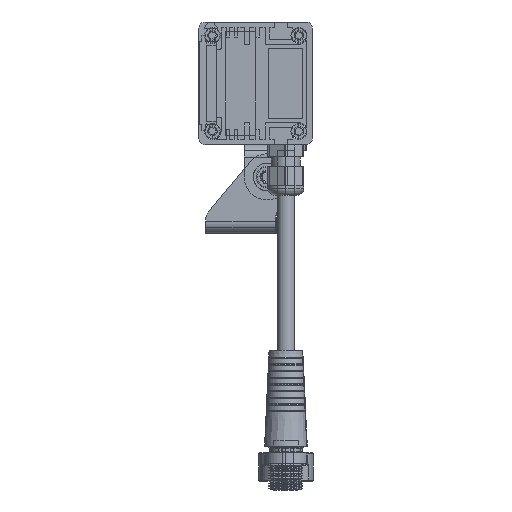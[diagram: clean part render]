
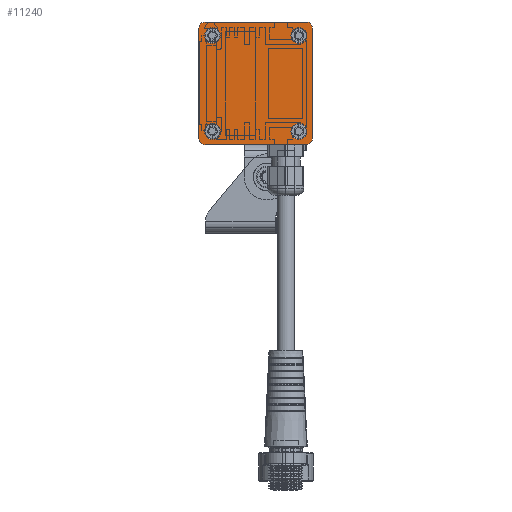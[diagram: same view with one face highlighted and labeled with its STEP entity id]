
A CAD part, left-side view. The second image highlights one B-rep face of the part: STEP entity #11240.
In plain terms, the highlighted face is planar.
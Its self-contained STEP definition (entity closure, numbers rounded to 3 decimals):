
#15 = DIRECTION ( 'NONE',  ( 1., 0., 0. ) ) ;
#375 = DIRECTION ( 'NONE',  ( 0., 1., 0. ) ) ;
#428 = DIRECTION ( 'NONE',  ( 1., 0., 0. ) ) ;
#525 = CARTESIAN_POINT ( 'NONE',  ( 407.475, 132.93, 2. ) ) ;
#538 = VERTEX_POINT ( 'NONE', #37747 ) ;
#890 = CARTESIAN_POINT ( 'NONE',  ( 369.475, 99.93, 2. ) ) ;
#1124 = DIRECTION ( 'NONE',  ( -1., 0., 0. ) ) ;
#1344 = CIRCLE ( 'NONE', #3334, 2. ) ;
#1784 = VERTEX_POINT ( 'NONE', #7563 ) ;
#1817 = VERTEX_POINT ( 'NONE', #34527 ) ;
#2691 = DIRECTION ( 'NONE',  ( 0., 0., -1. ) ) ;
#2934 = CARTESIAN_POINT ( 'NONE',  ( 371.475, 132.93, 2. ) ) ;
#3119 = DIRECTION ( 'NONE',  ( 0., 0., -1. ) ) ;
#3334 = AXIS2_PLACEMENT_3D ( 'NONE', #15162, #31612, #5702 ) ;
#3359 = EDGE_LOOP ( 'NONE', ( #38401, #7726 ) ) ;
#3636 = EDGE_CURVE ( 'NONE', #27689, #1784, #39984, .T. ) ;
#4115 = EDGE_CURVE ( 'NONE', #1817, #10873, #6701, .T. ) ;
#4522 = VECTOR ( 'NONE', #375, 1000. ) ;
#4859 = EDGE_CURVE ( 'NONE', #25758, #34953, #29170, .T. ) ;
#5084 = DIRECTION ( 'NONE',  ( 0., -1., 0. ) ) ;
#5426 = CARTESIAN_POINT ( 'NONE',  ( 371.475, 134.93, 2. ) ) ;
#5702 = DIRECTION ( 'NONE',  ( 1., 0., 0. ) ) ;
#5719 = DIRECTION ( 'NONE',  ( 1., 0., 0. ) ) ;
#5728 = VERTEX_POINT ( 'NONE', #31177 ) ;
#6341 = ORIENTED_EDGE ( 'NONE', *, *, #28875, .T. ) ;
#6537 = CARTESIAN_POINT ( 'NONE',  ( 371.275, 102.33, 2. ) ) ;
#6698 = FACE_BOUND ( 'NONE', #3359, .T. ) ;
#6701 = CIRCLE ( 'NONE', #30461, 2.6 ) ;
#6856 = ORIENTED_EDGE ( 'NONE', *, *, #19160, .T. ) ;
#7045 = LINE ( 'NONE', #9600, #13276 ) ;
#7153 = DIRECTION ( 'NONE',  ( 1., 0., 0. ) ) ;
#7168 = EDGE_CURVE ( 'NONE', #16992, #12747, #17375, .T. ) ;
#7372 = VERTEX_POINT ( 'NONE', #9168 ) ;
#7530 = EDGE_CURVE ( 'NONE', #16468, #5728, #21768, .T. ) ;
#7563 = CARTESIAN_POINT ( 'NONE',  ( 402.475, 130.53, 2. ) ) ;
#7726 = ORIENTED_EDGE ( 'NONE', *, *, #31316, .T. ) ;
#7877 = AXIS2_PLACEMENT_3D ( 'NONE', #23965, #10796, #7153 ) ;
#8187 = DIRECTION ( 'NONE',  ( 1., 0., 0. ) ) ;
#8405 = CARTESIAN_POINT ( 'NONE',  ( 405.075, 130.53, 2. ) ) ;
#9168 = CARTESIAN_POINT ( 'NONE',  ( 409.475, 132.93, 2. ) ) ;
#9224 = EDGE_CURVE ( 'NONE', #12747, #538, #32540, .T. ) ;
#9414 = VERTEX_POINT ( 'NONE', #37546 ) ;
#9600 = CARTESIAN_POINT ( 'NONE',  ( 407.475, 97.93, 2. ) ) ;
#9788 = ORIENTED_EDGE ( 'NONE', *, *, #21048, .T. ) ;
#9890 = ORIENTED_EDGE ( 'NONE', *, *, #39666, .T. ) ;
#9922 = ORIENTED_EDGE ( 'NONE', *, *, #4859, .T. ) ;
#10031 = DIRECTION ( 'NONE',  ( 0., 0., -1. ) ) ;
#10796 = DIRECTION ( 'NONE',  ( 0., 0., 1. ) ) ;
#10873 = VERTEX_POINT ( 'NONE', #6537 ) ;
#11017 = CARTESIAN_POINT ( 'NONE',  ( 376.475, 130.53, 2. ) ) ;
#11240 = ADVANCED_FACE ( 'NONE', ( #22483, #35390, #6698, #19740, #32611 ), #19956, .T. ) ;
#11633 = DIRECTION ( 'NONE',  ( 1., 0., 0. ) ) ;
#11796 = ORIENTED_EDGE ( 'NONE', *, *, #9224, .T. ) ;
#12747 = VERTEX_POINT ( 'NONE', #5426 ) ;
#13276 = VECTOR ( 'NONE', #15, 1000. ) ;
#13569 = DIRECTION ( 'NONE',  ( 0., 0., 1. ) ) ;
#13857 = ORIENTED_EDGE ( 'NONE', *, *, #30718, .T. ) ;
#14339 = CIRCLE ( 'NONE', #39312, 2. ) ;
#14528 = LINE ( 'NONE', #21704, #25879 ) ;
#14621 = ORIENTED_EDGE ( 'NONE', *, *, #28006, .T. ) ;
#14868 = DIRECTION ( 'NONE',  ( 0., 0., -1. ) ) ;
#15162 = CARTESIAN_POINT ( 'NONE',  ( 371.475, 99.93, 2. ) ) ;
#16009 = DIRECTION ( 'NONE',  ( 1., 0., 0. ) ) ;
#16040 = EDGE_CURVE ( 'NONE', #9414, #7372, #26097, .T. ) ;
#16382 = DIRECTION ( 'NONE',  ( 1., 0., 0. ) ) ;
#16468 = VERTEX_POINT ( 'NONE', #11017 ) ;
#16626 = CARTESIAN_POINT ( 'NONE',  ( 409.475, 105.78, 2. ) ) ;
#16992 = VERTEX_POINT ( 'NONE', #28016 ) ;
#17114 = CARTESIAN_POINT ( 'NONE',  ( 373.875, 130.53, 2. ) ) ;
#17375 = LINE ( 'NONE', #26837, #20429 ) ;
#18255 = DIRECTION ( 'NONE',  ( 0., 0., -1. ) ) ;
#19160 = EDGE_CURVE ( 'NONE', #5728, #16468, #37468, .T. ) ;
#19356 = CARTESIAN_POINT ( 'NONE',  ( 405.075, 102.33, 2. ) ) ;
#19394 = DIRECTION ( 'NONE',  ( 0., 0., 1. ) ) ;
#19466 = CARTESIAN_POINT ( 'NONE',  ( 407.675, 102.33, 2. ) ) ;
#19615 = VERTEX_POINT ( 'NONE', #21685 ) ;
#19740 = FACE_BOUND ( 'NONE', #35335, .T. ) ;
#19787 = DIRECTION ( 'NONE',  ( 1., 0., 0. ) ) ;
#19801 = AXIS2_PLACEMENT_3D ( 'NONE', #17114, #30155, #428 ) ;
#19956 = PLANE ( 'NONE',  #20335 ) ;
#20335 = AXIS2_PLACEMENT_3D ( 'NONE', #525, #13569, #39393 ) ;
#20429 = VECTOR ( 'NONE', #1124, 1000. ) ;
#20503 = ORIENTED_EDGE ( 'NONE', *, *, #7168, .T. ) ;
#21048 = EDGE_CURVE ( 'NONE', #33400, #9414, #14339, .T. ) ;
#21061 = AXIS2_PLACEMENT_3D ( 'NONE', #2934, #19394, #16009 ) ;
#21073 = CARTESIAN_POINT ( 'NONE',  ( 402.475, 102.33, 2. ) ) ;
#21685 = CARTESIAN_POINT ( 'NONE',  ( 371.475, 97.93, 2. ) ) ;
#21704 = CARTESIAN_POINT ( 'NONE',  ( 369.475, 132.291, 2. ) ) ;
#21706 = EDGE_CURVE ( 'NONE', #1784, #27689, #23142, .T. ) ;
#21768 = CIRCLE ( 'NONE', #19801, 2.6 ) ;
#22003 = CARTESIAN_POINT ( 'NONE',  ( 373.875, 102.33, 2. ) ) ;
#22483 = FACE_BOUND ( 'NONE', #23486, .T. ) ;
#22649 = ORIENTED_EDGE ( 'NONE', *, *, #16040, .T. ) ;
#23142 = CIRCLE ( 'NONE', #25200, 2.6 ) ;
#23452 = ORIENTED_EDGE ( 'NONE', *, *, #3636, .T. ) ;
#23486 = EDGE_LOOP ( 'NONE', ( #9922, #14621 ) ) ;
#23965 = CARTESIAN_POINT ( 'NONE',  ( 407.475, 132.93, 2. ) ) ;
#24133 = EDGE_LOOP ( 'NONE', ( #20503, #11796, #13857, #6341, #25586, #9788, #22649, #9890 ) ) ;
#24581 = CARTESIAN_POINT ( 'NONE',  ( 405.075, 130.53, 2. ) ) ;
#25200 = AXIS2_PLACEMENT_3D ( 'NONE', #24581, #25398, #37497 ) ;
#25398 = DIRECTION ( 'NONE',  ( 0., 0., -1. ) ) ;
#25586 = ORIENTED_EDGE ( 'NONE', *, *, #38831, .T. ) ;
#25758 = VERTEX_POINT ( 'NONE', #19466 ) ;
#25879 = VECTOR ( 'NONE', #5084, 1000. ) ;
#26097 = LINE ( 'NONE', #16626, #4522 ) ;
#26171 = CIRCLE ( 'NONE', #7877, 2. ) ;
#26477 = AXIS2_PLACEMENT_3D ( 'NONE', #19356, #2691, #16382 ) ;
#26623 = CIRCLE ( 'NONE', #27976, 2.6 ) ;
#26837 = CARTESIAN_POINT ( 'NONE',  ( 403.175, 134.93, 2. ) ) ;
#27689 = VERTEX_POINT ( 'NONE', #32717 ) ;
#27976 = AXIS2_PLACEMENT_3D ( 'NONE', #22003, #18255, #31092 ) ;
#28006 = EDGE_CURVE ( 'NONE', #34953, #25758, #37801, .T. ) ;
#28016 = CARTESIAN_POINT ( 'NONE',  ( 407.475, 134.93, 2. ) ) ;
#28658 = DIRECTION ( 'NONE',  ( 0., 0., 1. ) ) ;
#28709 = CARTESIAN_POINT ( 'NONE',  ( 407.475, 97.93, 2. ) ) ;
#28875 = EDGE_CURVE ( 'NONE', #41426, #19615, #1344, .T. ) ;
#29170 = CIRCLE ( 'NONE', #26477, 2.6 ) ;
#29261 = CARTESIAN_POINT ( 'NONE',  ( 405.075, 102.33, 2. ) ) ;
#29411 = CARTESIAN_POINT ( 'NONE',  ( 373.875, 130.53, 2. ) ) ;
#30155 = DIRECTION ( 'NONE',  ( 0., 0., -1. ) ) ;
#30461 = AXIS2_PLACEMENT_3D ( 'NONE', #41852, #10031, #38692 ) ;
#30718 = EDGE_CURVE ( 'NONE', #538, #41426, #14528, .T. ) ;
#31092 = DIRECTION ( 'NONE',  ( 1., 0., 0. ) ) ;
#31177 = CARTESIAN_POINT ( 'NONE',  ( 371.275, 130.53, 2. ) ) ;
#31316 = EDGE_CURVE ( 'NONE', #10873, #1817, #26623, .T. ) ;
#31612 = DIRECTION ( 'NONE',  ( 0., 0., 1. ) ) ;
#32020 = AXIS2_PLACEMENT_3D ( 'NONE', #29411, #33683, #8187 ) ;
#32452 = ORIENTED_EDGE ( 'NONE', *, *, #7530, .T. ) ;
#32540 = CIRCLE ( 'NONE', #21061, 2. ) ;
#32611 = FACE_OUTER_BOUND ( 'NONE', #24133, .T. ) ;
#32717 = CARTESIAN_POINT ( 'NONE',  ( 407.675, 130.53, 2. ) ) ;
#33400 = VERTEX_POINT ( 'NONE', #28709 ) ;
#33683 = DIRECTION ( 'NONE',  ( 0., 0., -1. ) ) ;
#34527 = CARTESIAN_POINT ( 'NONE',  ( 376.475, 102.33, 2. ) ) ;
#34836 = CARTESIAN_POINT ( 'NONE',  ( 407.475, 99.93, 2. ) ) ;
#34953 = VERTEX_POINT ( 'NONE', #21073 ) ;
#35335 = EDGE_LOOP ( 'NONE', ( #32452, #6856 ) ) ;
#35390 = FACE_BOUND ( 'NONE', #40314, .T. ) ;
#37468 = CIRCLE ( 'NONE', #32020, 2.6 ) ;
#37497 = DIRECTION ( 'NONE',  ( 1., 0., 0. ) ) ;
#37546 = CARTESIAN_POINT ( 'NONE',  ( 409.475, 99.93, 2. ) ) ;
#37747 = CARTESIAN_POINT ( 'NONE',  ( 369.475, 132.93, 2. ) ) ;
#37801 = CIRCLE ( 'NONE', #39834, 2.6 ) ;
#37931 = AXIS2_PLACEMENT_3D ( 'NONE', #8405, #14868, #11633 ) ;
#38401 = ORIENTED_EDGE ( 'NONE', *, *, #4115, .T. ) ;
#38692 = DIRECTION ( 'NONE',  ( 1., 0., 0. ) ) ;
#38831 = EDGE_CURVE ( 'NONE', #19615, #33400, #7045, .T. ) ;
#39312 = AXIS2_PLACEMENT_3D ( 'NONE', #34836, #28658, #5719 ) ;
#39393 = DIRECTION ( 'NONE',  ( 1., 0., 0. ) ) ;
#39666 = EDGE_CURVE ( 'NONE', #7372, #16992, #26171, .T. ) ;
#39834 = AXIS2_PLACEMENT_3D ( 'NONE', #29261, #3119, #19787 ) ;
#39984 = CIRCLE ( 'NONE', #37931, 2.6 ) ;
#40314 = EDGE_LOOP ( 'NONE', ( #23452, #41731 ) ) ;
#41426 = VERTEX_POINT ( 'NONE', #890 ) ;
#41731 = ORIENTED_EDGE ( 'NONE', *, *, #21706, .T. ) ;
#41852 = CARTESIAN_POINT ( 'NONE',  ( 373.875, 102.33, 2. ) ) ;
